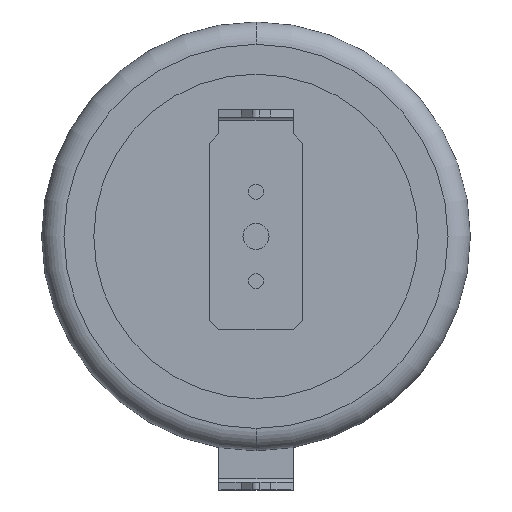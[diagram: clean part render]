
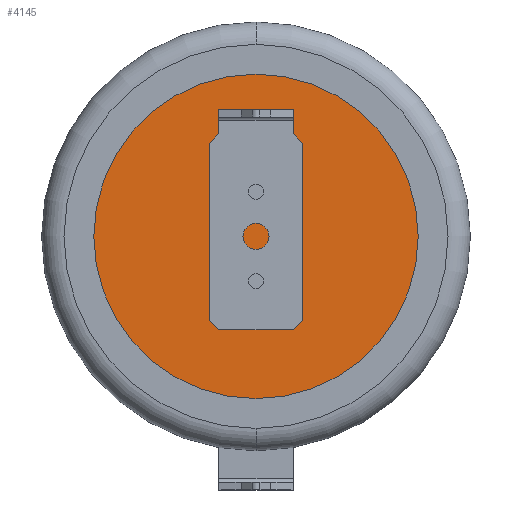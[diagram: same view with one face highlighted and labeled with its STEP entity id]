
A CAD part, front view. The second image highlights one B-rep face of the part: STEP entity #4145.
In plain terms, the highlighted planar face has unit normal (0, -1, 0).
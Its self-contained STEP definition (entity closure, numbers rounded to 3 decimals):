
#1 = VERTEX_POINT ( 'NONE', #2966 ) ;
#230 = ORIENTED_EDGE ( 'NONE', *, *, #2814, .T. ) ;
#281 = CARTESIAN_POINT ( 'NONE',  ( 0., -3.7, -5.15 ) ) ;
#406 = CIRCLE ( 'NONE', #3092, 5.15 ) ;
#511 = CARTESIAN_POINT ( 'NONE',  ( 0., -3.7, 0. ) ) ;
#512 = DIRECTION ( 'NONE',  ( 0., -1., 0. ) ) ;
#518 = DIRECTION ( 'NONE',  ( 0., 0., -1. ) ) ;
#566 = EDGE_CURVE ( 'NONE', #1, #3477, #406, .T. ) ;
#1050 = AXIS2_PLACEMENT_3D ( 'NONE', #1135, #1389, #1716 ) ;
#1135 = CARTESIAN_POINT ( 'NONE',  ( 0., -3.7, 0. ) ) ;
#1156 = PLANE ( 'NONE',  #1050 ) ;
#1389 = DIRECTION ( 'NONE',  ( 0., -1., 0. ) ) ;
#1426 = DIRECTION ( 'NONE',  ( 0., -1., 0. ) ) ;
#1458 = CARTESIAN_POINT ( 'NONE',  ( 0., -3.7, 0. ) ) ;
#1479 = DIRECTION ( 'NONE',  ( 0., 0., -1. ) ) ;
#1658 = FACE_OUTER_BOUND ( 'NONE', #1819, .T. ) ;
#1678 = AXIS2_PLACEMENT_3D ( 'NONE', #1458, #1426, #1479 ) ;
#1716 = DIRECTION ( 'NONE',  ( 0., 0., -1. ) ) ;
#1819 = EDGE_LOOP ( 'NONE', ( #230, #2961 ) ) ;
#2814 = EDGE_CURVE ( 'NONE', #3477, #1, #3329, .T. ) ;
#2961 = ORIENTED_EDGE ( 'NONE', *, *, #566, .T. ) ;
#2966 = CARTESIAN_POINT ( 'NONE',  ( 0., -3.7, 5.15 ) ) ;
#3092 = AXIS2_PLACEMENT_3D ( 'NONE', #511, #512, #518 ) ;
#3329 = CIRCLE ( 'NONE', #1678, 5.15 ) ;
#3477 = VERTEX_POINT ( 'NONE', #281 ) ;
#4145 = ADVANCED_FACE ( 'NONE', ( #1658 ), #1156, .T. ) ;
